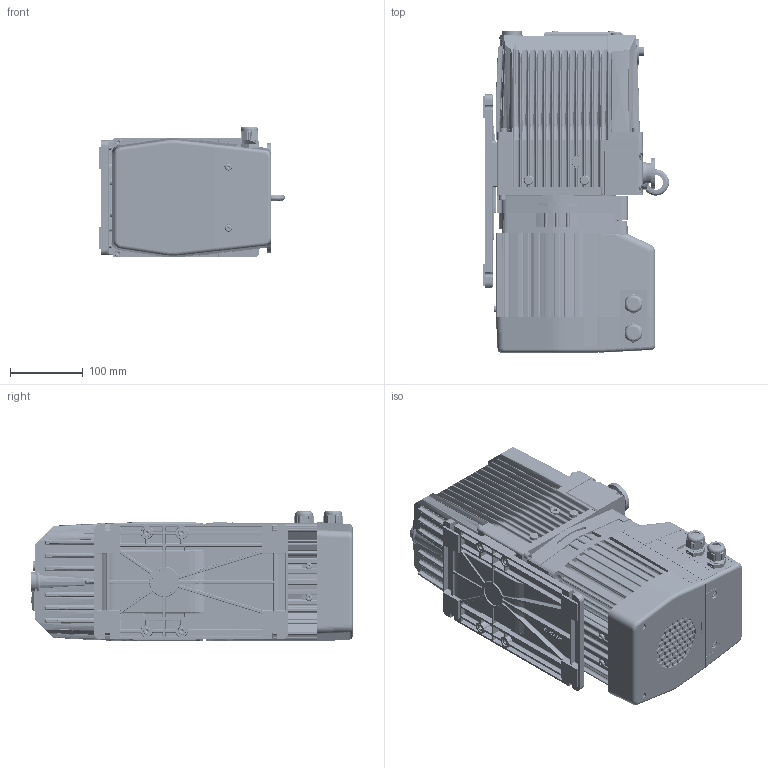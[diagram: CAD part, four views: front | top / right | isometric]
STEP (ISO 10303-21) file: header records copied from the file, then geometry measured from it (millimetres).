
FILE_DESCRIPTION(/* description */ ('-'),/* implementation_level */ '2;1');
FILE_NAME(/* name */ 'PK D930 020 14.stp',/* time_stamp */ '2024-11-11T10:55:13+01:00',/* author */ ('dennis.funk'),/* organization */ (''),/* preprocessor_version */ 'ST-DEVELOPER v18.1',/* originating_system */ 'Autodesk Inventor 2021',/* authorisation */ '');
FILE_SCHEMA (('AUTOMOTIVE_DESIGN { 1 0 10303 214 3 1 1 }'));
Products named in the file (1): PK 902 670_SW
Bounding box: 255.6 x 443.1 x 180 mm (x, y, z)
Volume: 12729925.3 mm3; surface area: 723092.7 mm2
Topology: 1 solids, 42 shells, 6498 faces, 16994 edges, 10699 vertices
Faces by surface type: plane 2865, cylinder 1955, bspline 1069, cone 234, sphere 200, torus 175
Full cylindrical faces by diameter (mm): 0.78 x1, 0.8 x1, 1.6 x1, 3.242 x3, 4 x6, 4.1 x1, 4.134 x4, 4.2 x1, 4.5 x2, 4.917 x11, 5 x3, 5.2 x1, 6 x15, 6.2 x1, 6.6 x7, 6.8 x1, 7 x3, 8 x3, 8.128 x1, 8.528 x1, 8.566 x1, 9 x2, 9.15 x4, 9.8 x1, 10 x19, 10.2 x1, 11 x6, 11.8 x2, 12.3 x1, 12.5 x4
Entity records: 320511 total; most frequent: CARTESIAN_POINT 162309, ORIENTED_EDGE 33820, DIRECTION 28231, EDGE_CURVE 16910, VERTEX_POINT 10699, AXIS2_PLACEMENT_3D 9851, LINE 8529, VECTOR 8529
